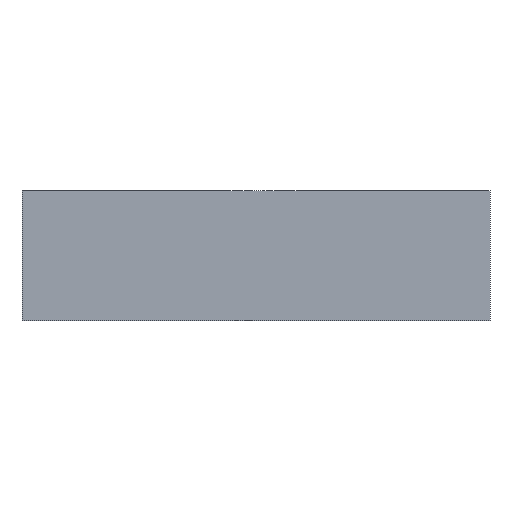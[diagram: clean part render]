
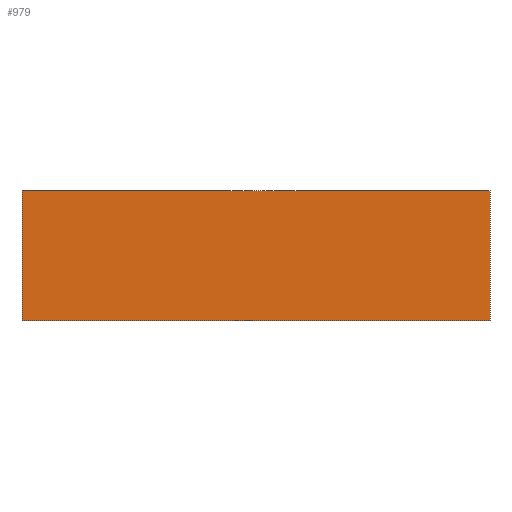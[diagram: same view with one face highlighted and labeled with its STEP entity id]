
A CAD part, front view. The second image highlights one B-rep face of the part: STEP entity #979.
In plain terms, the highlighted planar face has unit normal (0, -1, 0).
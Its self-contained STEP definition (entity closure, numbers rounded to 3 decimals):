
#72 = PLANE('',#73);
#73 = AXIS2_PLACEMENT_3D('',#74,#75,#76);
#74 = CARTESIAN_POINT('',(3.,-61.,50.));
#75 = DIRECTION('',(0.,0.,1.));
#76 = DIRECTION('',(1.,0.,0.));
#126 = PLANE('',#127);
#127 = AXIS2_PLACEMENT_3D('',#128,#129,#130);
#128 = CARTESIAN_POINT('',(3.,-61.,0.));
#129 = DIRECTION('',(0.,0.,1.));
#130 = DIRECTION('',(1.,0.,0.));
#871 = PLANE('',#872);
#872 = AXIS2_PLACEMENT_3D('',#873,#874,#875);
#873 = CARTESIAN_POINT('',(-90.,-76.,0.));
#874 = DIRECTION('',(1.,0.,0.));
#875 = DIRECTION('',(0.,-1.,0.));
#909 = VERTEX_POINT('',#910);
#910 = CARTESIAN_POINT('',(-90.,-85.5,50.));
#931 = EDGE_CURVE('',#932,#909,#934,.T.);
#932 = VERTEX_POINT('',#933);
#933 = CARTESIAN_POINT('',(-90.,-85.5,0.));
#934 = SURFACE_CURVE('',#935,(#939,#946),.PCURVE_S1.);
#935 = LINE('',#936,#937);
#936 = CARTESIAN_POINT('',(-90.,-85.5,0.));
#937 = VECTOR('',#938,1.);
#938 = DIRECTION('',(0.,0.,1.));
#939 = PCURVE('',#871,#940);
#940 = DEFINITIONAL_REPRESENTATION('',(#941),#945);
#941 = LINE('',#942,#943);
#942 = CARTESIAN_POINT('',(9.5,0.));
#943 = VECTOR('',#944,1.);
#944 = DIRECTION('',(0.,-1.));
#945 = ( GEOMETRIC_REPRESENTATION_CONTEXT(2) 
PARAMETRIC_REPRESENTATION_CONTEXT() REPRESENTATION_CONTEXT('2D SPACE',''
  ) );
#946 = PCURVE('',#947,#952);
#947 = PLANE('',#948);
#948 = AXIS2_PLACEMENT_3D('',#949,#950,#951);
#949 = CARTESIAN_POINT('',(-90.,-85.5,0.));
#950 = DIRECTION('',(0.,1.,0.));
#951 = DIRECTION('',(1.,0.,0.));
#952 = DEFINITIONAL_REPRESENTATION('',(#953),#957);
#953 = LINE('',#954,#955);
#954 = CARTESIAN_POINT('',(0.,0.));
#955 = VECTOR('',#956,1.);
#956 = DIRECTION('',(0.,-1.));
#957 = ( GEOMETRIC_REPRESENTATION_CONTEXT(2) 
PARAMETRIC_REPRESENTATION_CONTEXT() REPRESENTATION_CONTEXT('2D SPACE',''
  ) );
#979 = ADVANCED_FACE('',(#980),#947,.F.);
#980 = FACE_BOUND('',#981,.F.);
#981 = EDGE_LOOP('',(#982,#983,#1006,#1034));
#982 = ORIENTED_EDGE('',*,*,#931,.T.);
#983 = ORIENTED_EDGE('',*,*,#984,.T.);
#984 = EDGE_CURVE('',#909,#985,#987,.T.);
#985 = VERTEX_POINT('',#986);
#986 = CARTESIAN_POINT('',(90.,-85.5,50.));
#987 = SURFACE_CURVE('',#988,(#992,#999),.PCURVE_S1.);
#988 = LINE('',#989,#990);
#989 = CARTESIAN_POINT('',(-90.,-85.5,50.));
#990 = VECTOR('',#991,1.);
#991 = DIRECTION('',(1.,0.,0.));
#992 = PCURVE('',#947,#993);
#993 = DEFINITIONAL_REPRESENTATION('',(#994),#998);
#994 = LINE('',#995,#996);
#995 = CARTESIAN_POINT('',(0.,-50.));
#996 = VECTOR('',#997,1.);
#997 = DIRECTION('',(1.,0.));
#998 = ( GEOMETRIC_REPRESENTATION_CONTEXT(2) 
PARAMETRIC_REPRESENTATION_CONTEXT() REPRESENTATION_CONTEXT('2D SPACE',''
  ) );
#999 = PCURVE('',#72,#1000);
#1000 = DEFINITIONAL_REPRESENTATION('',(#1001),#1005);
#1001 = LINE('',#1002,#1003);
#1002 = CARTESIAN_POINT('',(-93.,-24.5));
#1003 = VECTOR('',#1004,1.);
#1004 = DIRECTION('',(1.,0.));
#1005 = ( GEOMETRIC_REPRESENTATION_CONTEXT(2) 
PARAMETRIC_REPRESENTATION_CONTEXT() REPRESENTATION_CONTEXT('2D SPACE',''
  ) );
#1006 = ORIENTED_EDGE('',*,*,#1007,.F.);
#1007 = EDGE_CURVE('',#1008,#985,#1010,.T.);
#1008 = VERTEX_POINT('',#1009);
#1009 = CARTESIAN_POINT('',(90.,-85.5,0.));
#1010 = SURFACE_CURVE('',#1011,(#1015,#1022),.PCURVE_S1.);
#1011 = LINE('',#1012,#1013);
#1012 = CARTESIAN_POINT('',(90.,-85.5,0.));
#1013 = VECTOR('',#1014,1.);
#1014 = DIRECTION('',(0.,0.,1.));
#1015 = PCURVE('',#947,#1016);
#1016 = DEFINITIONAL_REPRESENTATION('',(#1017),#1021);
#1017 = LINE('',#1018,#1019);
#1018 = CARTESIAN_POINT('',(180.,0.));
#1019 = VECTOR('',#1020,1.);
#1020 = DIRECTION('',(0.,-1.));
#1021 = ( GEOMETRIC_REPRESENTATION_CONTEXT(2) 
PARAMETRIC_REPRESENTATION_CONTEXT() REPRESENTATION_CONTEXT('2D SPACE',''
  ) );
#1022 = PCURVE('',#1023,#1028);
#1023 = PLANE('',#1024);
#1024 = AXIS2_PLACEMENT_3D('',#1025,#1026,#1027);
#1025 = CARTESIAN_POINT('',(90.,-85.5,0.));
#1026 = DIRECTION('',(-1.,0.,0.));
#1027 = DIRECTION('',(0.,1.,0.));
#1028 = DEFINITIONAL_REPRESENTATION('',(#1029),#1033);
#1029 = LINE('',#1030,#1031);
#1030 = CARTESIAN_POINT('',(0.,0.));
#1031 = VECTOR('',#1032,1.);
#1032 = DIRECTION('',(0.,-1.));
#1033 = ( GEOMETRIC_REPRESENTATION_CONTEXT(2) 
PARAMETRIC_REPRESENTATION_CONTEXT() REPRESENTATION_CONTEXT('2D SPACE',''
  ) );
#1034 = ORIENTED_EDGE('',*,*,#1035,.F.);
#1035 = EDGE_CURVE('',#932,#1008,#1036,.T.);
#1036 = SURFACE_CURVE('',#1037,(#1041,#1048),.PCURVE_S1.);
#1037 = LINE('',#1038,#1039);
#1038 = CARTESIAN_POINT('',(-90.,-85.5,0.));
#1039 = VECTOR('',#1040,1.);
#1040 = DIRECTION('',(1.,0.,0.));
#1041 = PCURVE('',#947,#1042);
#1042 = DEFINITIONAL_REPRESENTATION('',(#1043),#1047);
#1043 = LINE('',#1044,#1045);
#1044 = CARTESIAN_POINT('',(0.,0.));
#1045 = VECTOR('',#1046,1.);
#1046 = DIRECTION('',(1.,0.));
#1047 = ( GEOMETRIC_REPRESENTATION_CONTEXT(2) 
PARAMETRIC_REPRESENTATION_CONTEXT() REPRESENTATION_CONTEXT('2D SPACE',''
  ) );
#1048 = PCURVE('',#126,#1049);
#1049 = DEFINITIONAL_REPRESENTATION('',(#1050),#1054);
#1050 = LINE('',#1051,#1052);
#1051 = CARTESIAN_POINT('',(-93.,-24.5));
#1052 = VECTOR('',#1053,1.);
#1053 = DIRECTION('',(1.,0.));
#1054 = ( GEOMETRIC_REPRESENTATION_CONTEXT(2) 
PARAMETRIC_REPRESENTATION_CONTEXT() REPRESENTATION_CONTEXT('2D SPACE',''
  ) );
